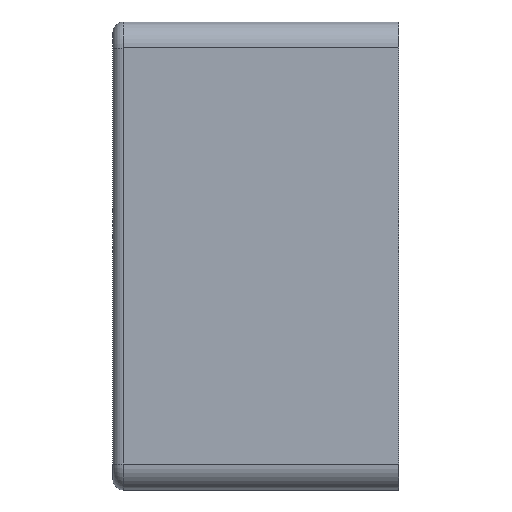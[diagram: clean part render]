
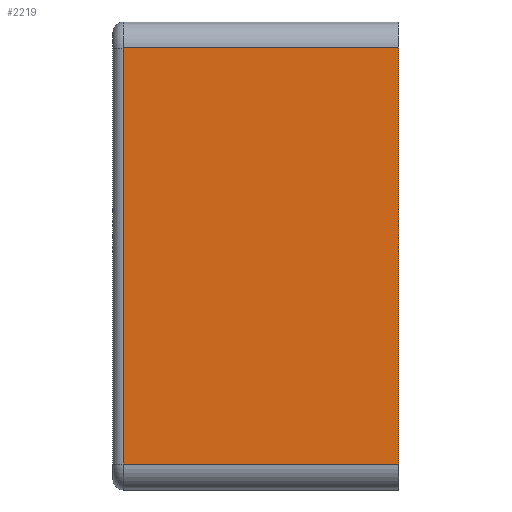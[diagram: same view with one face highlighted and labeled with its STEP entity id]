
A CAD part, left-side view. The second image highlights one B-rep face of the part: STEP entity #2219.
In plain terms, the highlighted planar face has unit normal (-1, 0, 0).
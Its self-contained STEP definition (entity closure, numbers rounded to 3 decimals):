
#111=DIRECTION('',(0.,0.,1.));
#112=VECTOR('',#111,8.);
#113=CARTESIAN_POINT('',(-4.5,-0.2,-4.));
#114=LINE('',#113,#112);
#115=DIRECTION('',(0.,-1.,0.));
#116=VECTOR('',#115,5.3);
#117=CARTESIAN_POINT('',(-4.5,-0.2,4.));
#118=LINE('',#117,#116);
#119=DIRECTION('',(0.,-1.,0.));
#120=VECTOR('',#119,5.3);
#121=CARTESIAN_POINT('',(-4.5,-0.2,-4.));
#122=LINE('',#121,#120);
#168=DIRECTION('',(0.,0.,1.));
#169=VECTOR('',#168,8.);
#170=CARTESIAN_POINT('',(-4.5,-5.5,-4.));
#171=LINE('',#170,#169);
#1686=CARTESIAN_POINT('',(-4.5,-5.5,4.));
#1688=VERTEX_POINT('',#1686);
#1689=CARTESIAN_POINT('',(-4.5,-5.5,-4.));
#1691=VERTEX_POINT('',#1689);
#1707=CARTESIAN_POINT('',(-4.5,-0.2,-4.));
#1708=VERTEX_POINT('',#1707);
#1711=CARTESIAN_POINT('',(-4.5,-0.2,4.));
#1712=VERTEX_POINT('',#1711);
#2206=CARTESIAN_POINT('',(-4.5,0.,-4.5));
#2207=DIRECTION('',(-1.,0.,0.));
#2208=DIRECTION('',(0.,0.,1.));
#2209=AXIS2_PLACEMENT_3D('',#2206,#2207,#2208);
#2210=PLANE('',#2209);
#2211=ORIENTED_EDGE('',*,*,#2088,.T.);
#2213=ORIENTED_EDGE('',*,*,#2212,.T.);
#2215=ORIENTED_EDGE('',*,*,#2214,.F.);
#2216=ORIENTED_EDGE('',*,*,#2198,.F.);
#2217=EDGE_LOOP('',(#2211,#2213,#2215,#2216));
#2218=FACE_OUTER_BOUND('',#2217,.F.);
#2219=ADVANCED_FACE('',(#2218),#2210,.T.);
#2088=EDGE_CURVE('',#1708,#1712,#114,.T.);
#2198=EDGE_CURVE('',#1708,#1691,#122,.T.);
#2212=EDGE_CURVE('',#1712,#1688,#118,.T.);
#2214=EDGE_CURVE('',#1691,#1688,#171,.T.);
